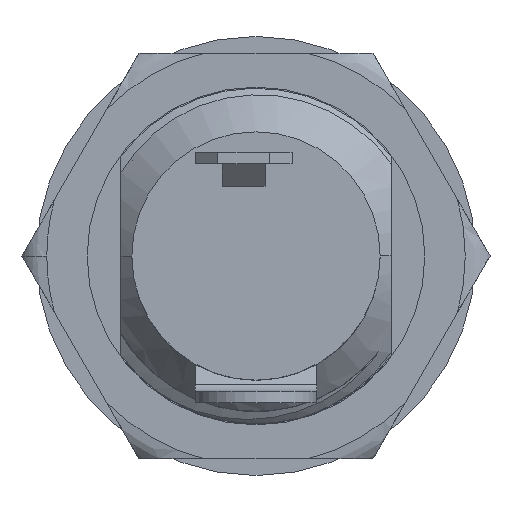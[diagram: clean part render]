
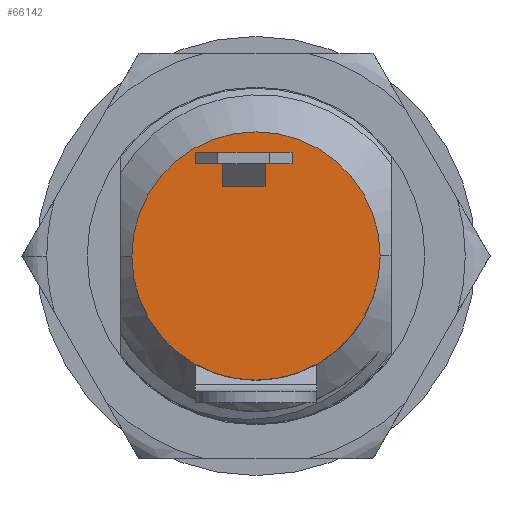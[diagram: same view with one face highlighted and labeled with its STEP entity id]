
A CAD part, front view. The second image highlights one B-rep face of the part: STEP entity #66142.
In plain terms, the highlighted planar face has unit normal (0, -1, 0).
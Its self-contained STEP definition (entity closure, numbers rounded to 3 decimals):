
#369 = AXIS2_PLACEMENT_3D ( 'NONE', #57574, #53053, #71752 ) ;
#16630 = EDGE_LOOP ( 'NONE', ( #24339, #74405 ) ) ;
#20094 = FACE_OUTER_BOUND ( 'NONE', #16630, .T. ) ;
#20617 = VERTEX_POINT ( 'NONE', #61636 ) ;
#23001 = CARTESIAN_POINT ( 'NONE',  ( -5.515, -30.1, 0. ) ) ;
#24140 = EDGE_CURVE ( 'NONE', #79144, #20617, #71261, .T. ) ;
#24339 = ORIENTED_EDGE ( 'NONE', *, *, #24140, .F. ) ;
#37681 = DIRECTION ( 'NONE',  ( -1., 0., 0. ) ) ;
#39692 = CARTESIAN_POINT ( 'NONE',  ( 0., -30.1, 0. ) ) ;
#44203 = CARTESIAN_POINT ( 'NONE',  ( 0., -30.1, 0. ) ) ;
#51174 = DIRECTION ( 'NONE',  ( -1., 0., 0. ) ) ;
#53053 = DIRECTION ( 'NONE',  ( 0., 1., 0. ) ) ;
#57009 = AXIS2_PLACEMENT_3D ( 'NONE', #44203, #61315, #37681 ) ;
#57574 = CARTESIAN_POINT ( 'NONE',  ( 0., -30.1, 0. ) ) ;
#61315 = DIRECTION ( 'NONE',  ( 0., 1., 0. ) ) ;
#61478 = CIRCLE ( 'NONE', #73132, 5.515 ) ;
#61636 = CARTESIAN_POINT ( 'NONE',  ( 5.515, -30.1, 0. ) ) ;
#66142 = ADVANCED_FACE ( 'NONE', ( #20094 ), #69791, .F. ) ;
#69791 = PLANE ( 'NONE',  #369 ) ;
#71047 = DIRECTION ( 'NONE',  ( 0., 1., 0. ) ) ;
#71261 = CIRCLE ( 'NONE', #57009, 5.515 ) ;
#71752 = DIRECTION ( 'NONE',  ( -1., 0., 0. ) ) ;
#72112 = EDGE_CURVE ( 'NONE', #20617, #79144, #61478, .T. ) ;
#73132 = AXIS2_PLACEMENT_3D ( 'NONE', #39692, #71047, #51174 ) ;
#74405 = ORIENTED_EDGE ( 'NONE', *, *, #72112, .F. ) ;
#79144 = VERTEX_POINT ( 'NONE', #23001 ) ;
